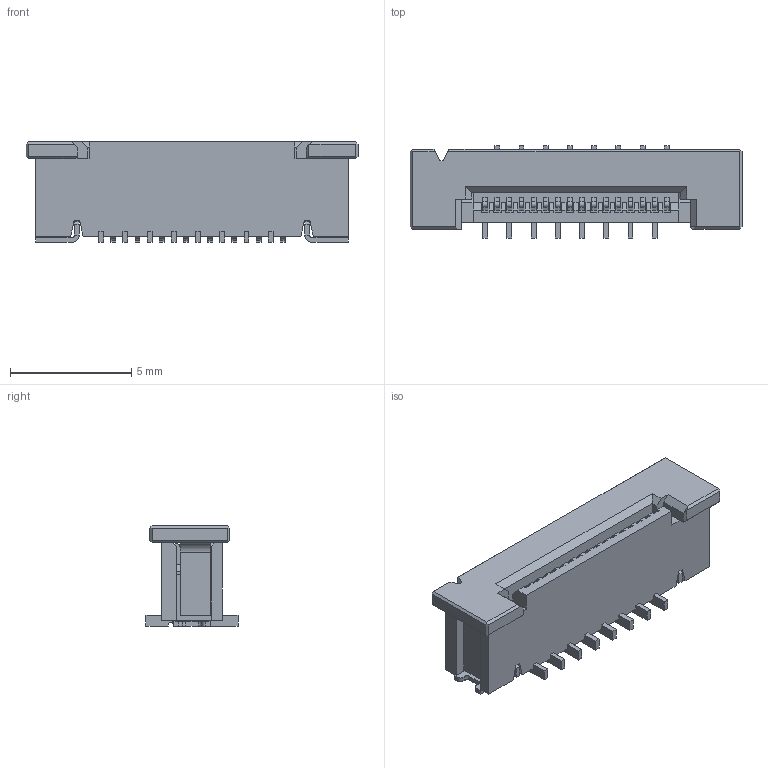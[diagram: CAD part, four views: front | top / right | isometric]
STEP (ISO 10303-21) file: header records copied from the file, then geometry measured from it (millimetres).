
FILE_DESCRIPTION((''),'2;1');
FILE_NAME('C-1-1734742-6','2009-05-28T',('workeradm'),(''),'PRO/ENGINEER BY PARAMETRIC TECHNOLOGY CORPORATION, 2008380','PRO/ENGINEER BY PARAMETRIC TECHNOLOGY CORPORATION, 2008380','');
FILE_SCHEMA(('AUTOMOTIVE_DESIGN { 1 0 10303 214 1 1 1 1 }'));
Length unit declared in the file: millimetre
Products named in the file (1): C-1-1734742-6
Bounding box: 13.7 x 3.8 x 4.15 mm (x, y, z)
Volume: 110.1 mm3; surface area: 461 mm2
Topology: 1 solids, 1 shells, 747 faces, 2168 edges, 1415 vertices
Faces by surface type: plane 671, cylinder 76
Entity records: 24244 total; most frequent: CARTESIAN_POINT 4336, ORIENTED_EDGE 4336, DIRECTION 3812, EDGE_CURVE 2168, VECTOR 2014, LINE 2014, VERTEX_POINT 1415, AXIS2_PLACEMENT_3D 899
